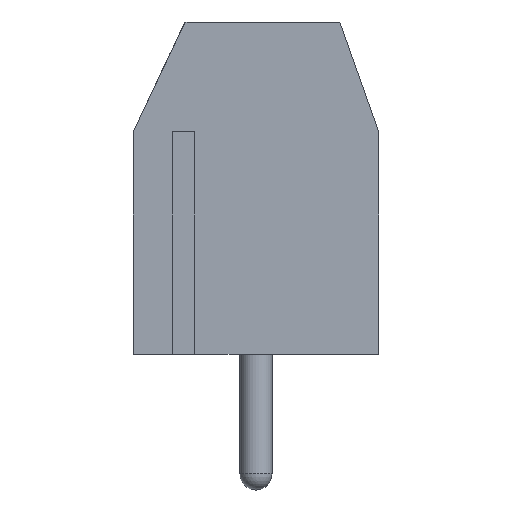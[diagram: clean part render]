
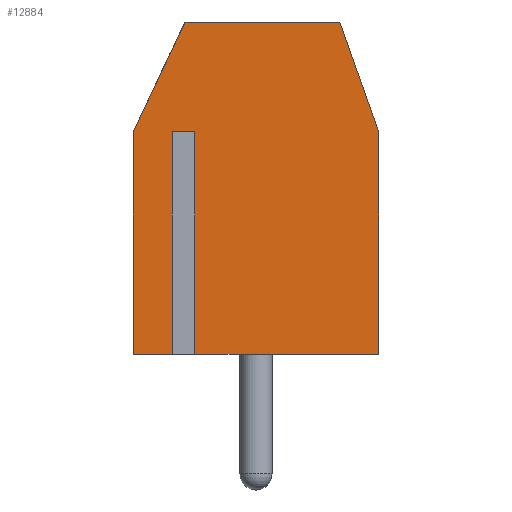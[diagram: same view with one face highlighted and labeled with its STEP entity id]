
A CAD part, left-side view. The second image highlights one B-rep face of the part: STEP entity #12884.
In plain terms, the highlighted planar face has unit normal (-1, 0, 0).
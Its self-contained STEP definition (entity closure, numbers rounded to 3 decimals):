
#704=FACE_OUTER_BOUND('',#1433,.T.);
#1433=EDGE_LOOP('',(#8517,#8518,#8519,#8520,#8521,#8522,#8523,#8524,#8525,
#8526));
#2209=LINE('',#18447,#3733);
#2215=LINE('',#18462,#3739);
#2225=LINE('',#18485,#3749);
#2226=LINE('',#18491,#3750);
#2227=LINE('',#18493,#3751);
#2228=LINE('',#18495,#3752);
#2229=LINE('',#18497,#3753);
#2230=LINE('',#18499,#3754);
#2231=LINE('',#18501,#3755);
#2232=LINE('',#18502,#3756);
#3733=VECTOR('',#14776,10.);
#3739=VECTOR('',#14788,10.);
#3749=VECTOR('',#14806,10.);
#3750=VECTOR('',#14813,10.);
#3751=VECTOR('',#14814,10.);
#3752=VECTOR('',#14815,10.);
#3753=VECTOR('',#14816,10.);
#3754=VECTOR('',#14817,10.);
#3755=VECTOR('',#14818,10.);
#3756=VECTOR('',#14819,10.);
#5259=VERTEX_POINT('',#18444);
#5260=VERTEX_POINT('',#18446);
#5266=VERTEX_POINT('',#18460);
#5275=VERTEX_POINT('',#18483);
#5277=VERTEX_POINT('',#18490);
#5278=VERTEX_POINT('',#18492);
#5279=VERTEX_POINT('',#18494);
#5280=VERTEX_POINT('',#18496);
#5281=VERTEX_POINT('',#18498);
#5282=VERTEX_POINT('',#18500);
#6549=EDGE_CURVE('',#5259,#5260,#2209,.T.);
#6557=EDGE_CURVE('',#5266,#5259,#2215,.T.);
#6569=EDGE_CURVE('',#5275,#5266,#2225,.T.);
#6572=EDGE_CURVE('',#5277,#5275,#2226,.T.);
#6573=EDGE_CURVE('',#5278,#5277,#2227,.T.);
#6574=EDGE_CURVE('',#5278,#5279,#2228,.T.);
#6575=EDGE_CURVE('',#5280,#5279,#2229,.T.);
#6576=EDGE_CURVE('',#5281,#5280,#2230,.T.);
#6577=EDGE_CURVE('',#5282,#5281,#2231,.T.);
#6578=EDGE_CURVE('',#5282,#5260,#2232,.T.);
#8517=ORIENTED_EDGE('',*,*,#6549,.F.);
#8518=ORIENTED_EDGE('',*,*,#6557,.F.);
#8519=ORIENTED_EDGE('',*,*,#6569,.F.);
#8520=ORIENTED_EDGE('',*,*,#6572,.F.);
#8521=ORIENTED_EDGE('',*,*,#6573,.F.);
#8522=ORIENTED_EDGE('',*,*,#6574,.T.);
#8523=ORIENTED_EDGE('',*,*,#6575,.F.);
#8524=ORIENTED_EDGE('',*,*,#6576,.F.);
#8525=ORIENTED_EDGE('',*,*,#6577,.F.);
#8526=ORIENTED_EDGE('',*,*,#6578,.T.);
#12298=PLANE('',#13679);
#12884=ADVANCED_FACE('',(#704),#12298,.T.);
#13679=AXIS2_PLACEMENT_3D('',#18489,#14811,#14812);
#14776=DIRECTION('',(0.,-0.333,-0.943));
#14788=DIRECTION('',(0.,-1.,0.));
#14806=DIRECTION('',(0.,-0.426,0.905));
#14811=DIRECTION('center_axis',(-1.,0.,0.));
#14812=DIRECTION('ref_axis',(0.,-1.,0.));
#14813=DIRECTION('',(0.,0.,1.));
#14814=DIRECTION('',(0.,1.,0.));
#14815=DIRECTION('',(0.,0.,1.));
#14816=DIRECTION('',(0.,1.,0.));
#14817=DIRECTION('',(0.,0.,1.));
#14818=DIRECTION('',(0.,1.,0.));
#14819=DIRECTION('',(0.,0.,1.));
#18444=CARTESIAN_POINT('',(0.,-6.4,10.3));
#18446=CARTESIAN_POINT('',(0.,-7.6,6.9));
#18447=CARTESIAN_POINT('',(0.,-7.962,5.875));
#18460=CARTESIAN_POINT('',(0.,-1.6,10.3));
#18462=CARTESIAN_POINT('',(0.,-7.6,10.3));
#18483=CARTESIAN_POINT('',(0.,0.,6.9));
#18485=CARTESIAN_POINT('',(0.,0.929,4.925));
#18489=CARTESIAN_POINT('Origin',(0.,0.,0.));
#18490=CARTESIAN_POINT('',(0.,0.,0.));
#18491=CARTESIAN_POINT('',(0.,0.,0.));
#18492=CARTESIAN_POINT('',(0.,-1.35,0.));
#18493=CARTESIAN_POINT('',(0.,-7.6,0.));
#18494=CARTESIAN_POINT('',(0.,-1.35,6.9));
#18495=CARTESIAN_POINT('',(0.,-1.35,0.));
#18496=CARTESIAN_POINT('',(0.,-1.75,6.9));
#18497=CARTESIAN_POINT('',(0.,-1.9,6.9));
#18498=CARTESIAN_POINT('',(0.,-1.75,0.));
#18499=CARTESIAN_POINT('',(0.,-1.75,0.));
#18500=CARTESIAN_POINT('',(0.,-7.6,0.));
#18501=CARTESIAN_POINT('',(0.,-7.6,0.));
#18502=CARTESIAN_POINT('',(0.,-7.6,0.));
